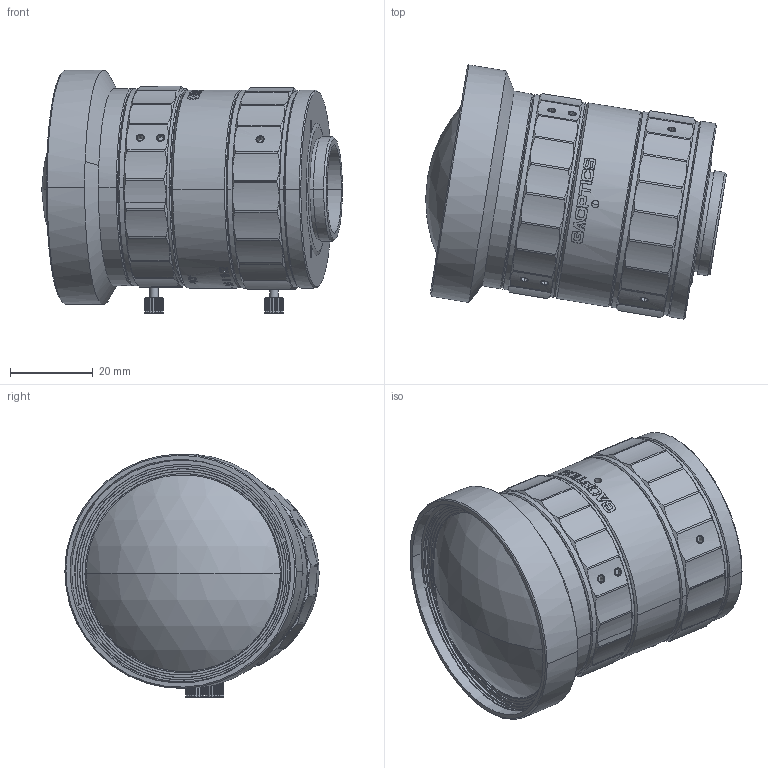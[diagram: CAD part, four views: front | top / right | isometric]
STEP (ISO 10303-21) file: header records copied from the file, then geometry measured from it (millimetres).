
FILE_DESCRIPTION (( 'STEP AP203' ), '1' );
FILE_NAME ('600037.STEP', '2021-08-06T08:09:56', ( '' ), ( '' ), 'SwSTEP 2.0', 'SolidWorks 2020', '' );
FILE_SCHEMA (( 'CONFIG_CONTROL_DESIGN' ));
Length unit declared in the file: millimetre
Products named in the file (1): 600037
Bounding box: 72.85 x 61.59 x 59.09 mm (x, y, z)
Surface area: 36573.9 mm2 (no closed solid volume)
Topology: 0 solids, 38 shells, 1791 faces, 5061 edges, 3396 vertices
Faces by surface type: bspline 813, plane 616, cylinder 306, cone 50, sphere 6
Entity records: 88071 total; most frequent: CARTESIAN_POINT 53376, ORIENTED_EDGE 10006, EDGE_CURVE 5056, B_SPLINE_CURVE_WITH_KNOTS 4131, VERTEX_POINT 3395, DIRECTION 2577, EDGE_LOOP 1899, FACE_OUTER_BOUND 1791
